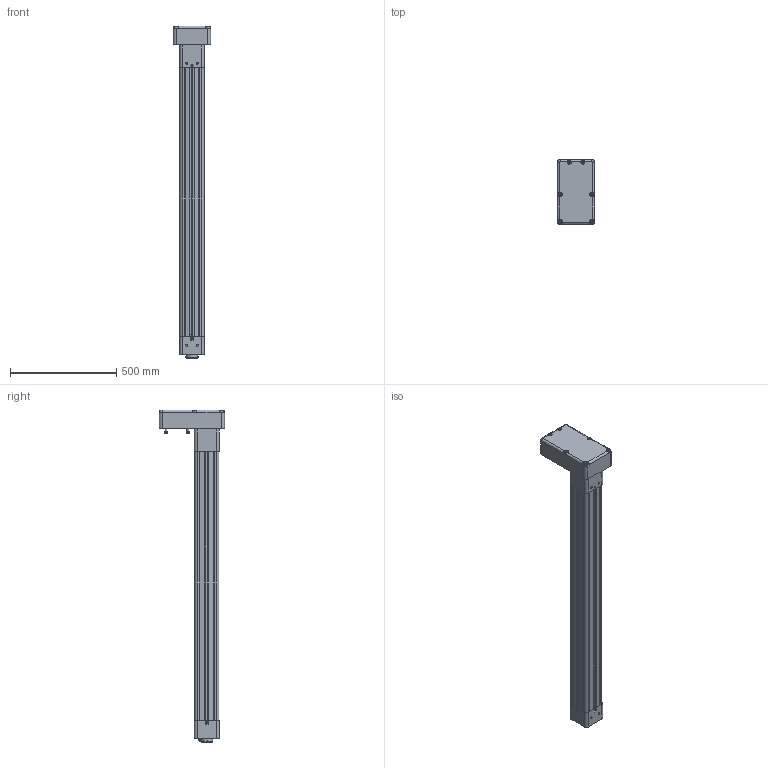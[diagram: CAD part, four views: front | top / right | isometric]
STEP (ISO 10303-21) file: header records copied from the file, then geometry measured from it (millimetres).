
FILE_DESCRIPTION (( 'STEP AP203' ), '1' );
FILE_NAME ('RS-475325-1.step', '2024-11-18T20:23:28', ( '' ), ( '' ), 'SwSTEP 2.0', 'SolidWorks 2024', '' );
FILE_SCHEMA (( 'CONFIG_CONTROL_DESIGN' ));
Length unit declared in the file: inch
Products named in the file (3): Base_RS-475325-1; RS-475325-1; tempJoin0_11649341_RS-475325-1
Assembly tree (2 placements, depth 2):
  RS-475325-1
    tempJoin0_11649341_RS-475325-1
    Base_RS-475325-1
Bounding box: 174.62 x 306.07 x 1561.56 mm (x, y, z)
Volume: 15875946.1 mm3; surface area: 1860347.4 mm2
Topology: 4 solids, 12 shells, 1155 faces, 2919 edges, 1884 vertices
Faces by surface type: plane 562, cylinder 483, cone 98, torus 12
Full cylindrical faces by diameter (mm): 5 x4, 5.41 x1, 6.35 x4, 6.477 x1, 6.756 x2, 8 x8, 9.347 x8, 10.2 x6, 10.75 x6, 12 x4, 12.7 x5, 12.771 x5, 13 x4, 18 x14, 19.1 x6, 19.837 x4, 29.769 x1, 29.794 x2, 44.45 x1, 54.762 x1, 57.135 x1, 57.15 x2, 63.906 x1, 65.456 x1, 67.005 x1, 73.025 x1, 76.2 x1, 89.368 x1, 90.297 x2, 100.711 x1
Entity records: 33964 total; most frequent: CARTESIAN_POINT 6236, DIRECTION 6043, ORIENTED_EDGE 5286, EDGE_CURVE 2643, AXIS2_PLACEMENT_3D 2302, VERTEX_POINT 1803, EDGE_LOOP 1468, LINE 1439
